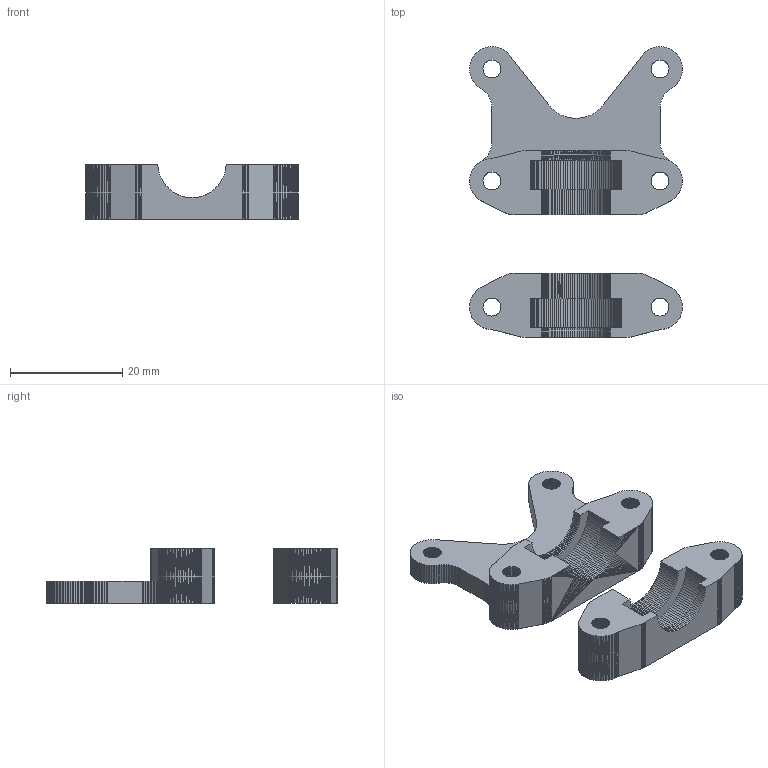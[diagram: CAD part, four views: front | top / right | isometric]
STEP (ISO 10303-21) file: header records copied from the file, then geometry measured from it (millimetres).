
FILE_DESCRIPTION(/* description */ (''),/* implementation_level */ '2;1');
FILE_NAME(/* name */ '1-Hotend_Clamp_E3Dv6.stp',/* time_stamp */ '2017-03-23T13:05:12-04:00',/* author */ ('Tiktiki'),/* organization */ (''),/* preprocessor_version */ 'ST-DEVELOPER v16.1',/* originating_system */ 'Autodesk Inventor 2016',/* authorisation */ '');
FILE_SCHEMA (('AUTOMOTIVE_DESIGN { 1 0 10303 214 3 1 1 }'));
Length unit declared in the file: millimetre
Products named in the file (1): 1-Hotend_Clamp_E3Dv6
Bounding box: 38.01 x 51.91 x 9.8 mm (x, y, z)
Volume: 7018.4 mm3; surface area: 4779.8 mm2
Topology: 2 solids, 2 shells, 1968 faces, 4318 edges, 2354 vertices
Faces by surface type: plane 1968
Entity records: 50737 total; most frequent: CARTESIAN_POINT 8641, ORIENTED_EDGE 8636, DIRECTION 8256, LINE 4318, VECTOR 4318, EDGE_CURVE 4318, VERTEX_POINT 2354, EDGE_LOOP 1980
